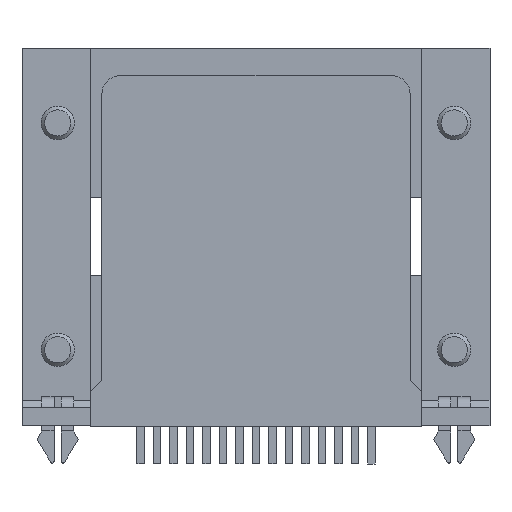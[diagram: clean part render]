
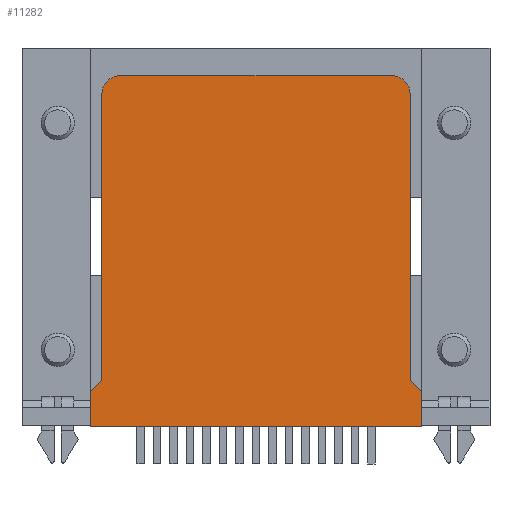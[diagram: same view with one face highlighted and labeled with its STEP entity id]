
A CAD part, front view. The second image highlights one B-rep face of the part: STEP entity #11282.
In plain terms, the highlighted planar face has unit normal (0, -1, 0).
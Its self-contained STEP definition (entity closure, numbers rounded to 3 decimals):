
#766=CIRCLE($,#12474,1.587);
#768=CIRCLE($,#12478,1.587);
#1524=FACE_OUTER_BOUND($,#2380,.T.);
#2380=EDGE_LOOP($,(#10046,#10047,#10048,#10049,#10050,#10051,#10052,#10053,
#10054,#10055));
#3466=LINE($,#18877,#4570);
#3470=LINE($,#18885,#4574);
#3473=LINE($,#18891,#4577);
#3476=LINE($,#18897,#4580);
#3479=LINE($,#18903,#4583);
#3483=LINE($,#18915,#4587);
#3487=LINE($,#18927,#4591);
#3490=LINE($,#18932,#4594);
#4570=VECTOR($,#15609,2.921);
#4574=VECTOR($,#15615,27.889);
#4577=VECTOR($,#15620,2.921);
#4580=VECTOR($,#15625,1.331);
#4583=VECTOR($,#15630,24.067);
#4587=VECTOR($,#15642,22.733);
#4591=VECTOR($,#15654,24.067);
#4594=VECTOR($,#15659,1.331);
#5603=VERTEX_POINT($,#18875);
#5604=VERTEX_POINT($,#18876);
#5607=VERTEX_POINT($,#18884);
#5609=VERTEX_POINT($,#18890);
#5611=VERTEX_POINT($,#18896);
#5613=VERTEX_POINT($,#18902);
#5615=VERTEX_POINT($,#18908);
#5617=VERTEX_POINT($,#18914);
#5619=VERTEX_POINT($,#18920);
#5621=VERTEX_POINT($,#18926);
#7081=EDGE_CURVE($,#5603,#5604,#3466,.T.);
#7085=EDGE_CURVE($,#5604,#5607,#3470,.T.);
#7088=EDGE_CURVE($,#5607,#5609,#3473,.T.);
#7091=EDGE_CURVE($,#5609,#5611,#3476,.T.);
#7094=EDGE_CURVE($,#5611,#5613,#3479,.T.);
#7097=EDGE_CURVE($,#5613,#5615,#766,.T.);
#7100=EDGE_CURVE($,#5615,#5617,#3483,.T.);
#7103=EDGE_CURVE($,#5617,#5619,#768,.T.);
#7106=EDGE_CURVE($,#5619,#5621,#3487,.T.);
#7109=EDGE_CURVE($,#5621,#5603,#3490,.T.);
#10046=ORIENTED_EDGE($,*,*,#7109,.T.);
#10047=ORIENTED_EDGE($,*,*,#7081,.T.);
#10048=ORIENTED_EDGE($,*,*,#7085,.T.);
#10049=ORIENTED_EDGE($,*,*,#7088,.T.);
#10050=ORIENTED_EDGE($,*,*,#7091,.T.);
#10051=ORIENTED_EDGE($,*,*,#7094,.T.);
#10052=ORIENTED_EDGE($,*,*,#7097,.T.);
#10053=ORIENTED_EDGE($,*,*,#7100,.T.);
#10054=ORIENTED_EDGE($,*,*,#7103,.T.);
#10055=ORIENTED_EDGE($,*,*,#7106,.T.);
#10610=PLANE($,#12482);
#11282=ADVANCED_FACE($,(#1524),#10610,.F.);
#12474=AXIS2_PLACEMENT_3D($,#18909,#15635,#15636);
#12478=AXIS2_PLACEMENT_3D($,#18921,#15647,#15648);
#12482=AXIS2_PLACEMENT_3D($,#18934,#15661,#15662);
#15609=DIRECTION($,(0.,0.,-1.));
#15615=DIRECTION($,(1.,0.,0.));
#15620=DIRECTION($,(0.,0.,1.));
#15625=DIRECTION($,(-0.744,0.,0.668));
#15630=DIRECTION($,(0.,0.,1.));
#15635=DIRECTION('center_axis',(0.,-1.,0.));
#15636=DIRECTION('ref_axis',(1.,0.,0.));
#15642=DIRECTION($,(-1.,0.,0.));
#15647=DIRECTION('center_axis',(0.,-1.,0.));
#15648=DIRECTION('ref_axis',(0.,0.,
1.));
#15654=DIRECTION($,(0.,0.,-1.));
#15659=DIRECTION($,(-0.744,0.,-0.668));
#15661=DIRECTION('center_axis',(0.,1.,0.));
#15662=DIRECTION('ref_axis',(0.,0.,-1.));
#18875=CARTESIAN_POINT('',(-13.945,-6.43,2.921));
#18876=CARTESIAN_POINT('',(-13.945,-6.43,0.));
#18877=CARTESIAN_POINT($,(-13.945,-6.43,2.921));
#18884=CARTESIAN_POINT('',(13.945,-6.43,0.));
#18885=CARTESIAN_POINT($,(-13.945,-6.43,0.));
#18890=CARTESIAN_POINT('',(13.945,-6.43,2.921));
#18891=CARTESIAN_POINT($,(13.945,-6.43,0.));
#18896=CARTESIAN_POINT('',(12.954,-6.43,3.81));
#18897=CARTESIAN_POINT($,(13.945,-6.43,2.921));
#18902=CARTESIAN_POINT('',(12.954,-6.43,27.877));
#18903=CARTESIAN_POINT($,(12.954,-6.43,3.81));
#18908=CARTESIAN_POINT('',(11.367,-6.43,29.464));
#18909=CARTESIAN_POINT('Origin',(11.367,-6.43,27.877));
#18914=CARTESIAN_POINT('',(-11.367,-6.43,29.464));
#18915=CARTESIAN_POINT($,(11.367,-6.43,29.464));
#18920=CARTESIAN_POINT('',(-12.954,-6.43,27.877));
#18921=CARTESIAN_POINT('Origin',(-11.367,-6.43,27.877));
#18926=CARTESIAN_POINT('',(-12.954,-6.43,3.81));
#18927=CARTESIAN_POINT($,(-12.954,-6.43,27.877));
#18932=CARTESIAN_POINT($,(-12.954,-6.43,3.81));
#18934=CARTESIAN_POINT('Origin',(0.,-6.43,
14.035));
